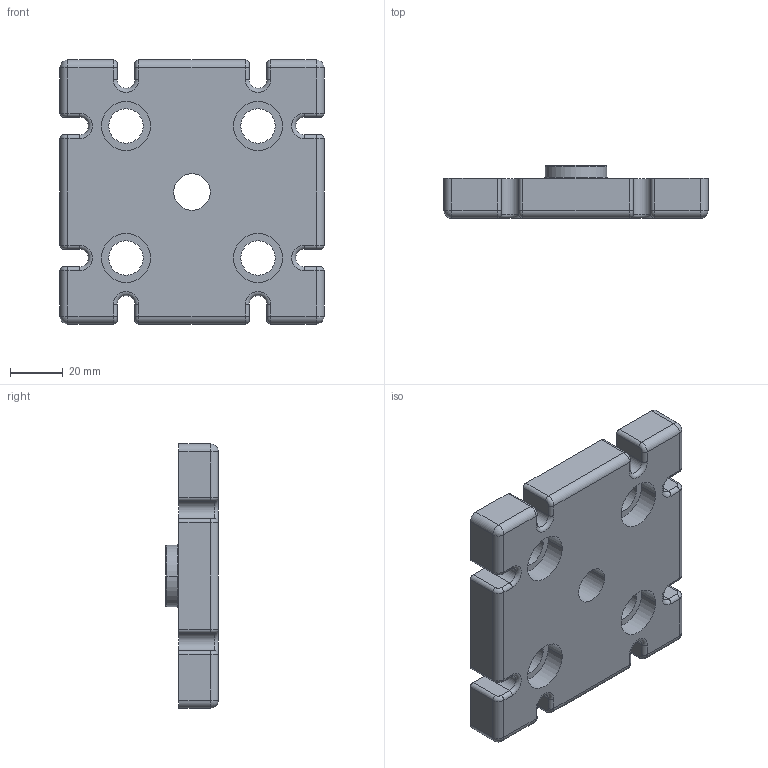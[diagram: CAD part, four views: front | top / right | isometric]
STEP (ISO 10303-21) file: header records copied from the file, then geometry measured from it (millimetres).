
FILE_DESCRIPTION (( 'STEP AP203' ), '1' );
FILE_NAME ('3_842_529_417_Bosch.step', '2024-06-10T08:33:24', ( '' ), ( '' ), 'SwSTEP 2.0', 'SolidWorks 2014', '' );
FILE_SCHEMA (( 'CONFIG_CONTROL_DESIGN' ));
Length unit declared in the file: millimetre
Products named in the file (1): 3_842_529_417_Bosch
Bounding box: 100 x 20 x 100 mm (x, y, z)
Volume: 127843.4 mm3; surface area: 29143.1 mm2
Topology: 1 solids, 1 shells, 152 faces, 366 edges, 218 vertices
Faces by surface type: cylinder 76, plane 36, torus 24, cone 12, sphere 4
Entity records: 4493 total; most frequent: DIRECTION 858, CARTESIAN_POINT 733, ORIENTED_EDGE 724, EDGE_CURVE 362, AXIS2_PLACEMENT_3D 343, VERTEX_POINT 218, CIRCLE 190, VECTOR 172
